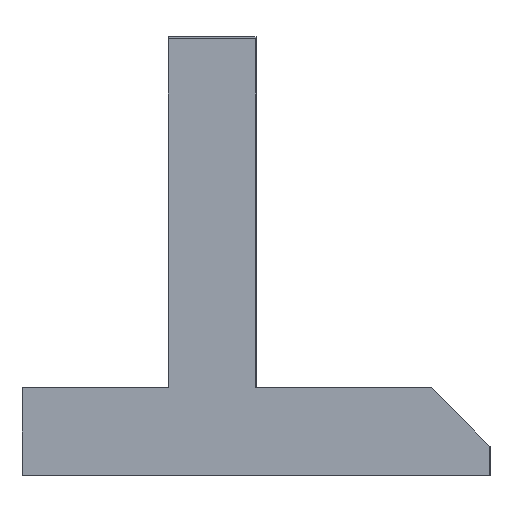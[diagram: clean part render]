
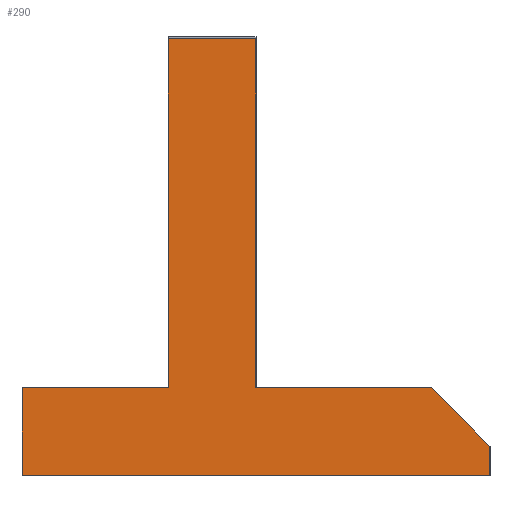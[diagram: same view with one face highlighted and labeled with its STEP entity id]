
A CAD part, left-side view. The second image highlights one B-rep face of the part: STEP entity #290.
In plain terms, the highlighted planar face has unit normal (-1, 0, 0).
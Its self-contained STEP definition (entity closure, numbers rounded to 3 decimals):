
#34=FACE_OUTER_BOUND('',#49,.T.);
#49=EDGE_LOOP('',(#251,#252,#253,#254,#255,#256,#257,#258,#259));
#68=LINE('',#442,#103);
#71=LINE('',#449,#106);
#73=LINE('',#453,#108);
#75=LINE('',#457,#110);
#77=LINE('',#461,#112);
#79=LINE('',#468,#114);
#83=LINE('',#475,#118);
#84=LINE('',#477,#119);
#85=LINE('',#479,#120);
#103=VECTOR('',#358,10.);
#106=VECTOR('',#365,10.);
#108=VECTOR('',#369,10.);
#110=VECTOR('',#373,10.);
#112=VECTOR('',#377,10.);
#114=VECTOR('',#383,10.);
#118=VECTOR('',#391,10.);
#119=VECTOR('',#394,10.);
#120=VECTOR('',#397,10.);
#136=VERTEX_POINT('',#439);
#137=VERTEX_POINT('',#441);
#139=VERTEX_POINT('',#447);
#140=VERTEX_POINT('',#451);
#141=VERTEX_POINT('',#455);
#142=VERTEX_POINT('',#459);
#144=VERTEX_POINT('',#465);
#145=VERTEX_POINT('',#467);
#146=VERTEX_POINT('',#473);
#166=EDGE_CURVE('',#136,#137,#68,.T.);
#170=EDGE_CURVE('',#139,#136,#71,.T.);
#172=EDGE_CURVE('',#140,#139,#73,.T.);
#174=EDGE_CURVE('',#141,#140,#75,.T.);
#176=EDGE_CURVE('',#142,#141,#77,.T.);
#179=EDGE_CURVE('',#144,#145,#79,.T.);
#183=EDGE_CURVE('',#146,#142,#83,.T.);
#184=EDGE_CURVE('',#145,#146,#84,.T.);
#185=EDGE_CURVE('',#144,#137,#85,.T.);
#251=ORIENTED_EDGE('',*,*,#183,.F.);
#252=ORIENTED_EDGE('',*,*,#184,.F.);
#253=ORIENTED_EDGE('',*,*,#179,.F.);
#254=ORIENTED_EDGE('',*,*,#185,.T.);
#255=ORIENTED_EDGE('',*,*,#166,.F.);
#256=ORIENTED_EDGE('',*,*,#170,.F.);
#257=ORIENTED_EDGE('',*,*,#172,.F.);
#258=ORIENTED_EDGE('',*,*,#174,.F.);
#259=ORIENTED_EDGE('',*,*,#176,.F.);
#275=PLANE('',#323);
#290=ADVANCED_FACE('',(#34),#275,.T.);
#323=AXIS2_PLACEMENT_3D('',#478,#395,#396);
#358=DIRECTION('',(0.,0.,1.));
#365=DIRECTION('',(0.,-1.,0.));
#369=DIRECTION('',(0.,0.,1.));
#373=DIRECTION('',(0.,1.,0.));
#377=DIRECTION('',(0.,0.,-1.));
#383=DIRECTION('',(0.,0.,-1.));
#391=DIRECTION('',(0.,-0.707,-0.707));
#394=DIRECTION('',(0.,-1.,0.));
#395=DIRECTION('center_axis',(-1.,0.,0.));
#396=DIRECTION('ref_axis',(0.,0.,1.));
#397=DIRECTION('',(0.,1.,0.));
#439=CARTESIAN_POINT('',(-10.,3.,-2.));
#441=CARTESIAN_POINT('',(-10.,3.,9.923));
#442=CARTESIAN_POINT('',(-10.,3.,0.));
#447=CARTESIAN_POINT('',(-10.,8.,-2.));
#449=CARTESIAN_POINT('',(-10.,0.,-2.));
#451=CARTESIAN_POINT('',(-10.,8.,-5.));
#453=CARTESIAN_POINT('',(-10.,8.,9.923));
#455=CARTESIAN_POINT('',(-10.,-8.,-5.));
#457=CARTESIAN_POINT('',(-10.,0.,-5.));
#459=CARTESIAN_POINT('',(-10.,-8.,-4.));
#461=CARTESIAN_POINT('',(-10.,-8.,9.923));
#465=CARTESIAN_POINT('',(-10.,0.,9.923));
#467=CARTESIAN_POINT('',(-10.,0.,-2.));
#468=CARTESIAN_POINT('',(-10.,0.,0.));
#473=CARTESIAN_POINT('',(-10.,-6.,-2.));
#475=CARTESIAN_POINT('',(-10.,-5.75,-1.75));
#477=CARTESIAN_POINT('',(-10.,0.,-2.));
#478=CARTESIAN_POINT('Origin',(-10.,0.,-5.));
#479=CARTESIAN_POINT('',(-10.,0.,9.923));
